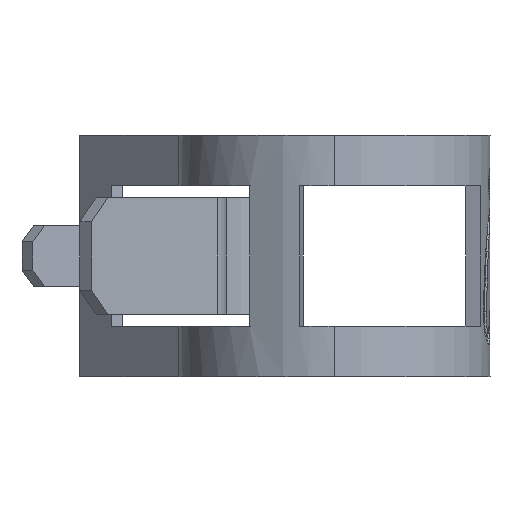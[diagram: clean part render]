
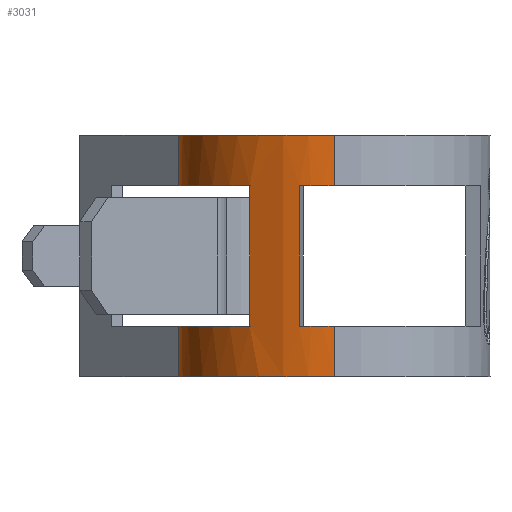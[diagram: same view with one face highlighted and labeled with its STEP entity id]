
A CAD part, left-side view. The second image highlights one B-rep face of the part: STEP entity #3031.
In plain terms, the highlighted cylindrical face has radius 7.75 mm (diameter 15.5 mm), a partial arc.
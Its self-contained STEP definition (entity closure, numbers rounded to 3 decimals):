
#374 = DIRECTION ( 'NONE',  ( 0., 0., -1. ) ) ;
#498 = VERTEX_POINT ( 'NONE', #6044 ) ;
#548 = ORIENTED_EDGE ( 'NONE', *, *, #968, .T. ) ;
#551 = CARTESIAN_POINT ( 'NONE',  ( 4.469, 6.332, -3.5 ) ) ;
#649 = DIRECTION ( 'NONE',  ( 0., 0., 1. ) ) ;
#721 = CARTESIAN_POINT ( 'NONE',  ( 4.469, 6.332, 6. ) ) ;
#968 = EDGE_CURVE ( 'NONE', #2310, #3798, #5070, .T. ) ;
#993 = LINE ( 'NONE', #4682, #4674 ) ;
#1009 = CARTESIAN_POINT ( 'NONE',  ( -7.75, 0., 6. ) ) ;
#1013 = DIRECTION ( 'NONE',  ( 0., 0., 1. ) ) ;
#1087 = CARTESIAN_POINT ( 'NONE',  ( 0., 0., 3.5 ) ) ;
#1153 = EDGE_CURVE ( 'NONE', #3798, #4839, #4647, .T. ) ;
#1233 = DIRECTION ( 'NONE',  ( 0., 0., 1. ) ) ;
#1269 = CARTESIAN_POINT ( 'NONE',  ( -7.75, 0., -6. ) ) ;
#1286 = CARTESIAN_POINT ( 'NONE',  ( 0., 0., 3.5 ) ) ;
#1323 = ORIENTED_EDGE ( 'NONE', *, *, #3212, .F. ) ;
#1356 = DIRECTION ( 'NONE',  ( 1., 0., 0. ) ) ;
#1380 = LINE ( 'NONE', #1009, #3295 ) ;
#1403 = VECTOR ( 'NONE', #374, 1000. ) ;
#1464 = LINE ( 'NONE', #5251, #1929 ) ;
#1612 = ORIENTED_EDGE ( 'NONE', *, *, #3525, .F. ) ;
#1639 = DIRECTION ( 'NONE',  ( 1., 0., 0. ) ) ;
#1643 = CARTESIAN_POINT ( 'NONE',  ( 0., 0., 6. ) ) ;
#1723 = EDGE_CURVE ( 'NONE', #498, #2396, #5292, .T. ) ;
#1731 = CIRCLE ( 'NONE', #4325, 7.75 ) ;
#1759 = LINE ( 'NONE', #5588, #3582 ) ;
#1789 = AXIS2_PLACEMENT_3D ( 'NONE', #1643, #5037, #2112 ) ;
#1791 = DIRECTION ( 'NONE',  ( 1., 0., 0. ) ) ;
#1802 = CARTESIAN_POINT ( 'NONE',  ( 0., 0., 6. ) ) ;
#1815 = CARTESIAN_POINT ( 'NONE',  ( -7.554, 1.732, -3.5 ) ) ;
#1908 = DIRECTION ( 'NONE',  ( 0., 0., -1. ) ) ;
#1929 = VECTOR ( 'NONE', #649, 1000. ) ;
#2086 = AXIS2_PLACEMENT_3D ( 'NONE', #5711, #1013, #1356 ) ;
#2111 = EDGE_CURVE ( 'NONE', #2957, #3762, #1464, .T. ) ;
#2112 = DIRECTION ( 'NONE',  ( -1., 0., 0. ) ) ;
#2115 = CIRCLE ( 'NONE', #3412, 7.75 ) ;
#2162 = CARTESIAN_POINT ( 'NONE',  ( -7.75, 0., 6. ) ) ;
#2183 = DIRECTION ( 'NONE',  ( 0., 0., 1. ) ) ;
#2198 = CIRCLE ( 'NONE', #2794, 7.75 ) ;
#2310 = VERTEX_POINT ( 'NONE', #551 ) ;
#2321 = CARTESIAN_POINT ( 'NONE',  ( -7.75, 0., -3.5 ) ) ;
#2396 = VERTEX_POINT ( 'NONE', #3568 ) ;
#2448 = EDGE_CURVE ( 'NONE', #4019, #2806, #1731, .T. ) ;
#2481 = CARTESIAN_POINT ( 'NONE',  ( -6.506, 4.211, 3.5 ) ) ;
#2491 = CARTESIAN_POINT ( 'NONE',  ( -6.506, 4.211, -3.5 ) ) ;
#2576 = CYLINDRICAL_SURFACE ( 'NONE', #1789, 7.75 ) ;
#2683 = CIRCLE ( 'NONE', #2086, 7.75 ) ;
#2706 = DIRECTION ( 'NONE',  ( 0., 0., -1. ) ) ;
#2739 = CARTESIAN_POINT ( 'NONE',  ( 4.469, 6.332, 6. ) ) ;
#2754 = DIRECTION ( 'NONE',  ( 0., 0., 1. ) ) ;
#2781 = AXIS2_PLACEMENT_3D ( 'NONE', #1802, #5189, #5215 ) ;
#2791 = EDGE_CURVE ( 'NONE', #4019, #4538, #993, .T. ) ;
#2794 = AXIS2_PLACEMENT_3D ( 'NONE', #1087, #3522, #5880 ) ;
#2806 = VERTEX_POINT ( 'NONE', #5642 ) ;
#2810 = ORIENTED_EDGE ( 'NONE', *, *, #4708, .T. ) ;
#2846 = AXIS2_PLACEMENT_3D ( 'NONE', #4513, #1233, #1639 ) ;
#2957 = VERTEX_POINT ( 'NONE', #2491 ) ;
#3031 = ADVANCED_FACE ( 'NONE', ( #3674 ), #2576, .T. ) ;
#3212 = EDGE_CURVE ( 'NONE', #498, #3837, #5560, .T. ) ;
#3295 = VECTOR ( 'NONE', #1908, 1000. ) ;
#3412 = AXIS2_PLACEMENT_3D ( 'NONE', #4989, #2183, #4091 ) ;
#3479 = CARTESIAN_POINT ( 'NONE',  ( 4.469, 6.332, -6. ) ) ;
#3522 = DIRECTION ( 'NONE',  ( 0., 0., 1. ) ) ;
#3525 = EDGE_CURVE ( 'NONE', #3837, #2806, #1759, .T. ) ;
#3568 = CARTESIAN_POINT ( 'NONE',  ( 4.469, 6.332, 3.5 ) ) ;
#3582 = VECTOR ( 'NONE', #5649, 1000. ) ;
#3619 = ORIENTED_EDGE ( 'NONE', *, *, #3978, .F. ) ;
#3674 = FACE_OUTER_BOUND ( 'NONE', #6099, .T. ) ;
#3762 = VERTEX_POINT ( 'NONE', #2481 ) ;
#3798 = VERTEX_POINT ( 'NONE', #3479 ) ;
#3837 = VERTEX_POINT ( 'NONE', #2162 ) ;
#3928 = ORIENTED_EDGE ( 'NONE', *, *, #1153, .T. ) ;
#3978 = EDGE_CURVE ( 'NONE', #4538, #4307, #2683, .T. ) ;
#4019 = VERTEX_POINT ( 'NONE', #4230 ) ;
#4091 = DIRECTION ( 'NONE',  ( 1., 0., 0. ) ) ;
#4129 = DIRECTION ( 'NONE',  ( 0., 0., -1. ) ) ;
#4230 = CARTESIAN_POINT ( 'NONE',  ( -7.554, 1.732, 3.5 ) ) ;
#4297 = ORIENTED_EDGE ( 'NONE', *, *, #2111, .F. ) ;
#4307 = VERTEX_POINT ( 'NONE', #2321 ) ;
#4325 = AXIS2_PLACEMENT_3D ( 'NONE', #1286, #2754, #1791 ) ;
#4513 = CARTESIAN_POINT ( 'NONE',  ( 0., 0., -6. ) ) ;
#4538 = VERTEX_POINT ( 'NONE', #1815 ) ;
#4638 = ORIENTED_EDGE ( 'NONE', *, *, #5252, .F. ) ;
#4647 = CIRCLE ( 'NONE', #2846, 7.75 ) ;
#4674 = VECTOR ( 'NONE', #4129, 1000. ) ;
#4682 = CARTESIAN_POINT ( 'NONE',  ( -7.554, 1.732, 6. ) ) ;
#4708 = EDGE_CURVE ( 'NONE', #2396, #3762, #2198, .T. ) ;
#4839 = VERTEX_POINT ( 'NONE', #1269 ) ;
#4989 = CARTESIAN_POINT ( 'NONE',  ( 0., 0., -3.5 ) ) ;
#5037 = DIRECTION ( 'NONE',  ( 0., 0., -1. ) ) ;
#5070 = LINE ( 'NONE', #2739, #1403 ) ;
#5189 = DIRECTION ( 'NONE',  ( 0., 0., 1. ) ) ;
#5215 = DIRECTION ( 'NONE',  ( 1., 0., 0. ) ) ;
#5251 = CARTESIAN_POINT ( 'NONE',  ( -6.506, 4.211, 6. ) ) ;
#5252 = EDGE_CURVE ( 'NONE', #4307, #4839, #1380, .T. ) ;
#5292 = LINE ( 'NONE', #721, #5897 ) ;
#5332 = ORIENTED_EDGE ( 'NONE', *, *, #1723, .T. ) ;
#5462 = ORIENTED_EDGE ( 'NONE', *, *, #2791, .F. ) ;
#5560 = CIRCLE ( 'NONE', #2781, 7.75 ) ;
#5564 = EDGE_CURVE ( 'NONE', #2310, #2957, #2115, .T. ) ;
#5588 = CARTESIAN_POINT ( 'NONE',  ( -7.75, 0., 6. ) ) ;
#5622 = ORIENTED_EDGE ( 'NONE', *, *, #5564, .F. ) ;
#5642 = CARTESIAN_POINT ( 'NONE',  ( -7.75, 0., 3.5 ) ) ;
#5649 = DIRECTION ( 'NONE',  ( 0., 0., -1. ) ) ;
#5676 = ORIENTED_EDGE ( 'NONE', *, *, #2448, .T. ) ;
#5711 = CARTESIAN_POINT ( 'NONE',  ( 0., 0., -3.5 ) ) ;
#5880 = DIRECTION ( 'NONE',  ( 1., 0., 0. ) ) ;
#5897 = VECTOR ( 'NONE', #2706, 1000. ) ;
#6044 = CARTESIAN_POINT ( 'NONE',  ( 4.469, 6.332, 6. ) ) ;
#6099 = EDGE_LOOP ( 'NONE', ( #1612, #1323, #5332, #2810, #4297, #5622, #548, #3928, #4638, #3619, #5462, #5676 ) ) ;
